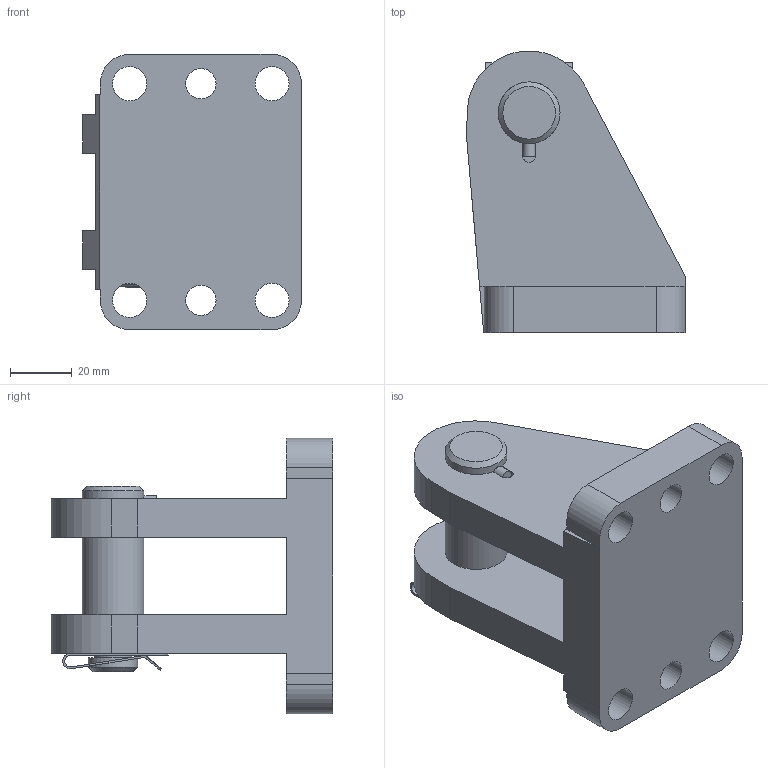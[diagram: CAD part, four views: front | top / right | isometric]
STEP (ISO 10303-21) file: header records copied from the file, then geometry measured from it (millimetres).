
FILE_DESCRIPTION(/* description */ ('STEP AP214'),/* implementation_level */ '2;1');
FILE_NAME(/* name */ '31766_LBG-100',/* time_stamp */ '2024-08-27T08:41:39+02:00',/* author */ ('License CC BY-ND 4.0'),/* organization */ ('CADENAS'),/* preprocessor_version */ 'ST-DEVELOPER v19.3',/* originating_system */ 'PARTsolutions',/* authorisation */ ' ');
FILE_SCHEMA (('AUTOMOTIVE_DESIGN {1 0 10303 214 3 1 1}'));
Length unit declared in the file: millimetre
Products named in the file (4): 31766 LBG-100; 31766 LBG-100---(L); 373500 BO- 20-049,0-DA; 209822 16 SXN 08 VERZINKT:SL
Assembly tree (3 placements, depth 2):
  31766 LBG-100
    31766 LBG-100---(L)
    373500 BO- 20-049,0-DA
    209822 16 SXN 08 VERZINKT:SL
Bounding box: 70.72 x 90.96 x 89 mm (x, y, z)
Volume: 182701.4 mm3; surface area: 43147.5 mm2
Topology: 3 solids, 3 shells, 87 faces, 239 edges, 159 vertices
Faces by surface type: plane 46, cylinder 39, cone 2
Full cylindrical faces by diameter (mm): 4 x1, 9.8 x2, 11 x4, 12 x1, 16 x1, 20 x3
Entity records: 2835 total; most frequent: DIRECTION 484, CARTESIAN_POINT 479, ORIENTED_EDGE 444, EDGE_CURVE 222, AXIS2_PLACEMENT_3D 172, VERTEX_POINT 156, LINE 140, VECTOR 140
